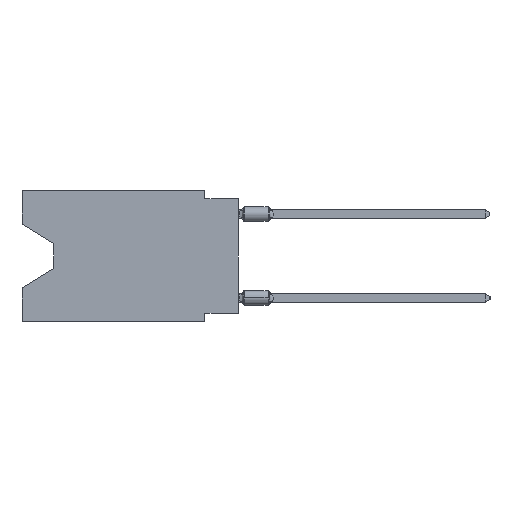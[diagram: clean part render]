
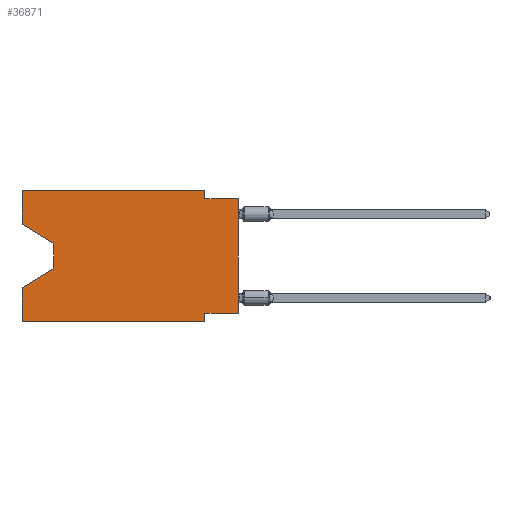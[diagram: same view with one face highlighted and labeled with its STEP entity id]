
A CAD part, left-side view. The second image highlights one B-rep face of the part: STEP entity #36871.
In plain terms, the highlighted planar face has unit normal (-1, 0, 0).
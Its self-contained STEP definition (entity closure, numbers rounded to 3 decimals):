
#809 = ORIENTED_EDGE ( 'NONE', *, *, #17599, .F. ) ;
#1216 = DIRECTION ( 'NONE',  ( 0., 0., -1. ) ) ;
#1888 = CARTESIAN_POINT ( 'NONE',  ( 0., 16.383, -9.906 ) ) ;
#4566 = VECTOR ( 'NONE', #21315, 1000. ) ;
#4857 = ORIENTED_EDGE ( 'NONE', *, *, #7643, .F. ) ;
#4949 = LINE ( 'NONE', #8346, #26377 ) ;
#5367 = VERTEX_POINT ( 'NONE', #20362 ) ;
#6101 = VECTOR ( 'NONE', #39461, 1000. ) ;
#6610 = DIRECTION ( 'NONE',  ( 0., 0., 1. ) ) ;
#6673 = VERTEX_POINT ( 'NONE', #20818 ) ;
#6710 = VECTOR ( 'NONE', #1216, 1000. ) ;
#6868 = DIRECTION ( 'NONE',  ( 0., -1., 0. ) ) ;
#6869 = CARTESIAN_POINT ( 'NONE',  ( 0., 0., -0.635 ) ) ;
#7067 = CARTESIAN_POINT ( 'NONE',  ( 0., 16.383, 0. ) ) ;
#7252 = CARTESIAN_POINT ( 'NONE',  ( 0., 2.54, 0. ) ) ;
#7643 = EDGE_CURVE ( 'NONE', #6673, #23873, #19253, .T. ) ;
#7860 = VECTOR ( 'NONE', #19255, 1000. ) ;
#7869 = VECTOR ( 'NONE', #6868, 1000. ) ;
#8277 = FACE_OUTER_BOUND ( 'NONE', #23321, .T. ) ;
#8346 = CARTESIAN_POINT ( 'NONE',  ( 0., 0., 0. ) ) ;
#8365 = VECTOR ( 'NONE', #26785, 1000. ) ;
#8412 = DIRECTION ( 'NONE',  ( 0., 0., -1. ) ) ;
#8817 = EDGE_CURVE ( 'NONE', #5367, #6673, #27481, .T. ) ;
#11132 = VECTOR ( 'NONE', #32348, 1000. ) ;
#11217 = LINE ( 'NONE', #17427, #6101 ) ;
#11417 = LINE ( 'NONE', #35865, #19675 ) ;
#11539 = VECTOR ( 'NONE', #6610, 1000. ) ;
#11730 = ORIENTED_EDGE ( 'NONE', *, *, #20490, .T. ) ;
#12003 = VECTOR ( 'NONE', #35906, 1000. ) ;
#13506 = CARTESIAN_POINT ( 'NONE',  ( 0., 16.383, 0. ) ) ;
#14555 = EDGE_CURVE ( 'NONE', #34856, #15694, #32697, .T. ) ;
#14978 = EDGE_CURVE ( 'NONE', #38288, #19096, #11417, .T. ) ;
#15694 = VERTEX_POINT ( 'NONE', #22726 ) ;
#16913 = PLANE ( 'NONE',  #30427 ) ;
#17427 = CARTESIAN_POINT ( 'NONE',  ( 0., 16.383, -9.906 ) ) ;
#17599 = EDGE_CURVE ( 'NONE', #32597, #30330, #34654, .T. ) ;
#18212 = EDGE_CURVE ( 'NONE', #15694, #33137, #29976, .T. ) ;
#18258 = DIRECTION ( 'NONE',  ( 0., 1., 0. ) ) ;
#18792 = EDGE_CURVE ( 'NONE', #19096, #20774, #22110, .T. ) ;
#18957 = CARTESIAN_POINT ( 'NONE',  ( 0., 0., -0.635 ) ) ;
#19096 = VERTEX_POINT ( 'NONE', #34619 ) ;
#19253 = LINE ( 'NONE', #25473, #6710 ) ;
#19255 = DIRECTION ( 'NONE',  ( 0., 0., 1. ) ) ;
#19675 = VECTOR ( 'NONE', #8412, 1000. ) ;
#20112 = DIRECTION ( 'NONE',  ( 1., 0., 0. ) ) ;
#20182 = DIRECTION ( 'NONE',  ( 0., 0., 1. ) ) ;
#20331 = LINE ( 'NONE', #38178, #11132 ) ;
#20362 = CARTESIAN_POINT ( 'NONE',  ( 0., 0., -9.271 ) ) ;
#20490 = EDGE_CURVE ( 'NONE', #5367, #20774, #4949, .T. ) ;
#20774 = VERTEX_POINT ( 'NONE', #18957 ) ;
#20818 = CARTESIAN_POINT ( 'NONE',  ( 0., 2.54, -9.271 ) ) ;
#20851 = ORIENTED_EDGE ( 'NONE', *, *, #14555, .T. ) ;
#20888 = CARTESIAN_POINT ( 'NONE',  ( 0., 2.54, -9.906 ) ) ;
#21171 = CARTESIAN_POINT ( 'NONE',  ( 0., 13.97, -5.893 ) ) ;
#21177 = EDGE_CURVE ( 'NONE', #38082, #33137, #25673, .T. ) ;
#21315 = DIRECTION ( 'NONE',  ( 0., -1., 0. ) ) ;
#22110 = LINE ( 'NONE', #6869, #4566 ) ;
#22243 = VECTOR ( 'NONE', #18258, 1000. ) ;
#22400 = ORIENTED_EDGE ( 'NONE', *, *, #18212, .T. ) ;
#22726 = CARTESIAN_POINT ( 'NONE',  ( 0., 13.97, -5.893 ) ) ;
#22933 = CARTESIAN_POINT ( 'NONE',  ( 0., 16.383, -2.546 ) ) ;
#23321 = EDGE_LOOP ( 'NONE', ( #24819, #20851, #22400, #33767, #36480, #4857, #31554, #11730, #36830, #37517, #24995, #809 ) ) ;
#23873 = VERTEX_POINT ( 'NONE', #20888 ) ;
#24819 = ORIENTED_EDGE ( 'NONE', *, *, #29529, .T. ) ;
#24995 = ORIENTED_EDGE ( 'NONE', *, *, #39550, .F. ) ;
#25473 = CARTESIAN_POINT ( 'NONE',  ( 0., 2.54, -9.906 ) ) ;
#25673 = LINE ( 'NONE', #37881, #7860 ) ;
#26377 = VECTOR ( 'NONE', #20182, 1000. ) ;
#26785 = DIRECTION ( 'NONE',  ( 0., 0.855, -0.519 ) ) ;
#26879 = CARTESIAN_POINT ( 'NONE',  ( 0., 0., -9.271 ) ) ;
#27214 = CARTESIAN_POINT ( 'NONE',  ( 0., 16.383, -7.36 ) ) ;
#27481 = LINE ( 'NONE', #26879, #22243 ) ;
#28125 = LINE ( 'NONE', #7067, #7869 ) ;
#29529 = EDGE_CURVE ( 'NONE', #32597, #34856, #20331, .T. ) ;
#29976 = LINE ( 'NONE', #21171, #8365 ) ;
#30330 = VERTEX_POINT ( 'NONE', #35468 ) ;
#30427 = AXIS2_PLACEMENT_3D ( 'NONE', #13506, #20112, #32709 ) ;
#30495 = EDGE_CURVE ( 'NONE', #38082, #23873, #11217, .T. ) ;
#31554 = ORIENTED_EDGE ( 'NONE', *, *, #8817, .F. ) ;
#32348 = DIRECTION ( 'NONE',  ( 0., -0.855, -0.519 ) ) ;
#32531 = CARTESIAN_POINT ( 'NONE',  ( 0., 13.97, -4.013 ) ) ;
#32597 = VERTEX_POINT ( 'NONE', #22933 ) ;
#32697 = LINE ( 'NONE', #39118, #12003 ) ;
#32709 = DIRECTION ( 'NONE',  ( 0., 0., -1. ) ) ;
#33137 = VERTEX_POINT ( 'NONE', #27214 ) ;
#33767 = ORIENTED_EDGE ( 'NONE', *, *, #21177, .F. ) ;
#34057 = CARTESIAN_POINT ( 'NONE',  ( 0., 16.383, 0. ) ) ;
#34619 = CARTESIAN_POINT ( 'NONE',  ( 0., 2.54, -0.635 ) ) ;
#34654 = LINE ( 'NONE', #34057, #11539 ) ;
#34856 = VERTEX_POINT ( 'NONE', #32531 ) ;
#35468 = CARTESIAN_POINT ( 'NONE',  ( 0., 16.383, 0. ) ) ;
#35865 = CARTESIAN_POINT ( 'NONE',  ( 0., 2.54, 0. ) ) ;
#35906 = DIRECTION ( 'NONE',  ( 0., 0., -1. ) ) ;
#36480 = ORIENTED_EDGE ( 'NONE', *, *, #30495, .T. ) ;
#36830 = ORIENTED_EDGE ( 'NONE', *, *, #18792, .F. ) ;
#36871 = ADVANCED_FACE ( 'NONE', ( #8277 ), #16913, .F. ) ;
#37517 = ORIENTED_EDGE ( 'NONE', *, *, #14978, .F. ) ;
#37881 = CARTESIAN_POINT ( 'NONE',  ( 0., 16.383, 0. ) ) ;
#38082 = VERTEX_POINT ( 'NONE', #1888 ) ;
#38178 = CARTESIAN_POINT ( 'NONE',  ( 0., 16.383, -2.546 ) ) ;
#38288 = VERTEX_POINT ( 'NONE', #7252 ) ;
#39118 = CARTESIAN_POINT ( 'NONE',  ( 0., 13.97, -4.013 ) ) ;
#39461 = DIRECTION ( 'NONE',  ( 0., -1., 0. ) ) ;
#39550 = EDGE_CURVE ( 'NONE', #30330, #38288, #28125, .T. ) ;
